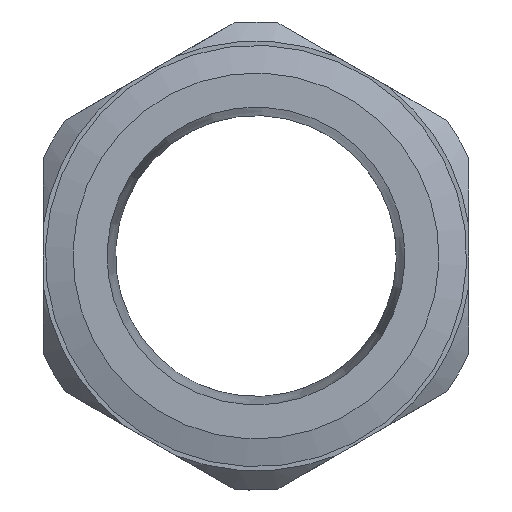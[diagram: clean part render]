
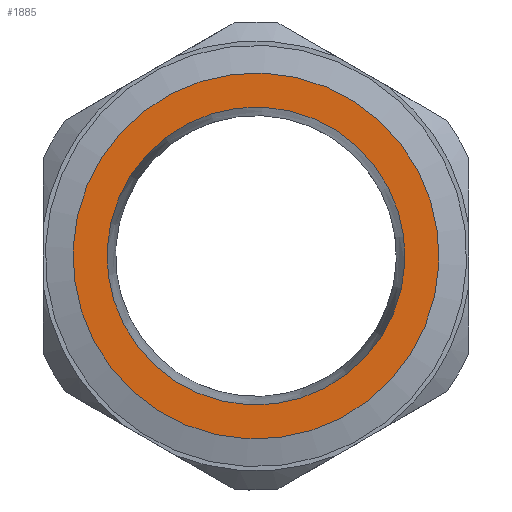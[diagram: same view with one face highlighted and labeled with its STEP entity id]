
A CAD part, left-side view. The second image highlights one B-rep face of the part: STEP entity #1885.
In plain terms, the highlighted planar face has unit normal (-1, 0, 0).
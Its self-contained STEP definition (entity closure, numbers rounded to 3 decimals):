
#299=FACE_BOUND('',#443,.T.);
#330=FACE_OUTER_BOUND('',#442,.T.);
#442=EDGE_LOOP('',(#1278,#1279));
#443=EDGE_LOOP('',(#1280,#1281));
#572=CIRCLE('',#2038,17.5);
#573=CIRCLE('',#2039,17.5);
#577=CIRCLE('',#2044,21.5);
#578=CIRCLE('',#2045,21.5);
#729=VERTEX_POINT('',#2951);
#730=VERTEX_POINT('',#2953);
#733=VERTEX_POINT('',#2962);
#734=VERTEX_POINT('',#2964);
#926=EDGE_CURVE('',#730,#729,#572,.T.);
#927=EDGE_CURVE('',#729,#730,#573,.T.);
#932=EDGE_CURVE('',#734,#733,#577,.T.);
#933=EDGE_CURVE('',#733,#734,#578,.T.);
#1278=ORIENTED_EDGE('',*,*,#932,.T.);
#1279=ORIENTED_EDGE('',*,*,#933,.T.);
#1280=ORIENTED_EDGE('',*,*,#926,.T.);
#1281=ORIENTED_EDGE('',*,*,#927,.T.);
#1733=PLANE('',#2063);
#1885=ADVANCED_FACE('',(#330,#299),#1733,.T.);
#2038=AXIS2_PLACEMENT_3D('',#2954,#2359,#2360);
#2039=AXIS2_PLACEMENT_3D('',#2955,#2361,#2362);
#2044=AXIS2_PLACEMENT_3D('',#2965,#2372,#2373);
#2045=AXIS2_PLACEMENT_3D('',#2966,#2374,#2375);
#2063=AXIS2_PLACEMENT_3D('',#2995,#2412,#2413);
#2359=DIRECTION('center_axis',(1.,0.,0.));
#2360=DIRECTION('ref_axis',(0.,0.608,0.794));
#2361=DIRECTION('center_axis',(1.,0.,0.));
#2362=DIRECTION('ref_axis',(0.,0.608,0.794));
#2372=DIRECTION('center_axis',(-1.,0.,0.));
#2373=DIRECTION('ref_axis',(0.,0.608,0.794));
#2374=DIRECTION('center_axis',(-1.,0.,0.));
#2375=DIRECTION('ref_axis',(0.,0.608,0.794));
#2412=DIRECTION('center_axis',(-1.,0.,0.));
#2413=DIRECTION('ref_axis',(0.,-0.794,0.608));
#2951=CARTESIAN_POINT('',(-21.958,-10.647,-13.888));
#2953=CARTESIAN_POINT('',(-21.958,10.647,13.888));
#2954=CARTESIAN_POINT('Origin',(-21.958,0.,0.));
#2955=CARTESIAN_POINT('Origin',(-21.958,0.,0.));
#2962=CARTESIAN_POINT('',(-21.958,-13.081,-17.063));
#2964=CARTESIAN_POINT('',(-21.958,13.081,17.063));
#2965=CARTESIAN_POINT('Origin',(-21.958,0.,0.));
#2966=CARTESIAN_POINT('Origin',(-21.958,0.,0.));
#2995=CARTESIAN_POINT('Origin',(-21.958,0.,0.));
